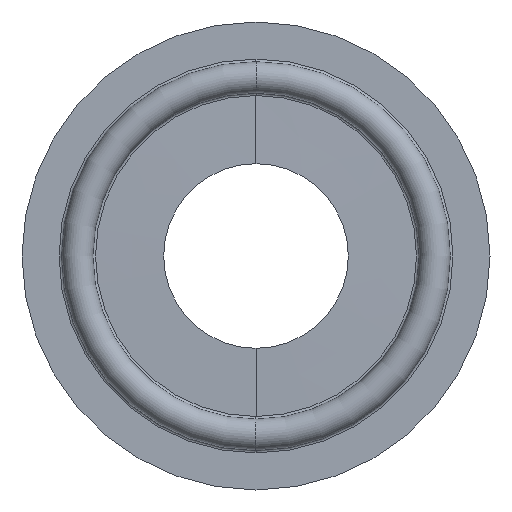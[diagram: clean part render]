
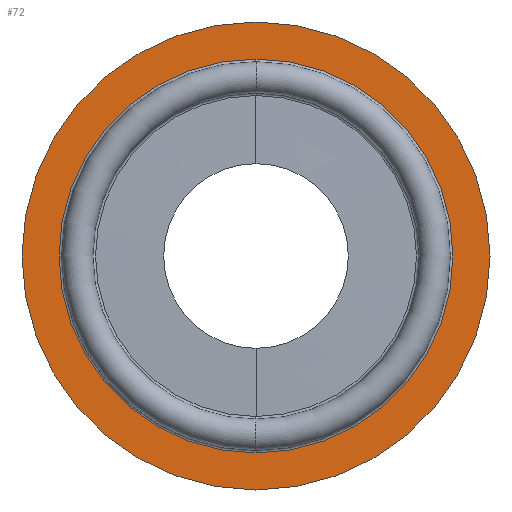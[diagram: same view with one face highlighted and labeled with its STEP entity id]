
A CAD part, left-side view. The second image highlights one B-rep face of the part: STEP entity #72.
In plain terms, the highlighted planar face has unit normal (-1, 0, 0).
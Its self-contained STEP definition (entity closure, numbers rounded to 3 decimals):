
#8 = ORIENTED_EDGE ( 'NONE', *, *, #458, .T. ) ;
#50 = PLANE ( 'NONE',  #485 ) ;
#68 = CARTESIAN_POINT ( 'NONE',  ( -0.9, 0., 18. ) ) ;
#72 = ADVANCED_FACE ( 'NONE', ( #585, #399 ), #50, .F. ) ;
#81 = AXIS2_PLACEMENT_3D ( 'NONE', #692, #411, #351 ) ;
#97 = DIRECTION ( 'NONE',  ( 0., 0., 1. ) ) ;
#117 = AXIS2_PLACEMENT_3D ( 'NONE', #129, #319, #606 ) ;
#129 = CARTESIAN_POINT ( 'NONE',  ( -0.9, 0., 0. ) ) ;
#160 = CIRCLE ( 'NONE', #117, 15.15 ) ;
#186 = EDGE_CURVE ( 'NONE', #526, #788, #222, .T. ) ;
#222 = CIRCLE ( 'NONE', #81, 18. ) ;
#236 = DIRECTION ( 'NONE',  ( -1., 0., 0. ) ) ;
#248 = CARTESIAN_POINT ( 'NONE',  ( -0.9, 0., -15.15 ) ) ;
#303 = EDGE_CURVE ( 'NONE', #454, #362, #160, .T. ) ;
#317 = DIRECTION ( 'NONE',  ( 1., 0., 0. ) ) ;
#319 = DIRECTION ( 'NONE',  ( 1., 0., 0. ) ) ;
#330 = DIRECTION ( 'NONE',  ( 0., 0., -1. ) ) ;
#351 = DIRECTION ( 'NONE',  ( 0., 0., 1. ) ) ;
#354 = DIRECTION ( 'NONE',  ( 0., 0., -1. ) ) ;
#362 = VERTEX_POINT ( 'NONE', #248 ) ;
#369 = EDGE_LOOP ( 'NONE', ( #889, #846 ) ) ;
#399 = FACE_OUTER_BOUND ( 'NONE', #369, .T. ) ;
#411 = DIRECTION ( 'NONE',  ( -1., 0., 0. ) ) ;
#433 = CARTESIAN_POINT ( 'NONE',  ( -0.9, 0., 0. ) ) ;
#454 = VERTEX_POINT ( 'NONE', #782 ) ;
#458 = EDGE_CURVE ( 'NONE', #362, #454, #878, .T. ) ;
#485 = AXIS2_PLACEMENT_3D ( 'NONE', #822, #317, #330 ) ;
#508 = CARTESIAN_POINT ( 'NONE',  ( -0.9, 0., 0. ) ) ;
#526 = VERTEX_POINT ( 'NONE', #867 ) ;
#552 = EDGE_CURVE ( 'NONE', #788, #526, #748, .T. ) ;
#585 = FACE_BOUND ( 'NONE', #638, .T. ) ;
#595 = AXIS2_PLACEMENT_3D ( 'NONE', #508, #236, #97 ) ;
#606 = DIRECTION ( 'NONE',  ( 0., 0., -1. ) ) ;
#638 = EDGE_LOOP ( 'NONE', ( #8, #780 ) ) ;
#692 = CARTESIAN_POINT ( 'NONE',  ( -0.9, 0., 0. ) ) ;
#709 = DIRECTION ( 'NONE',  ( 1., 0., 0. ) ) ;
#748 = CIRCLE ( 'NONE', #595, 18. ) ;
#780 = ORIENTED_EDGE ( 'NONE', *, *, #303, .T. ) ;
#782 = CARTESIAN_POINT ( 'NONE',  ( -0.9, 0., 15.15 ) ) ;
#788 = VERTEX_POINT ( 'NONE', #68 ) ;
#822 = CARTESIAN_POINT ( 'NONE',  ( -0.9, 14.95, 0. ) ) ;
#846 = ORIENTED_EDGE ( 'NONE', *, *, #186, .T. ) ;
#867 = CARTESIAN_POINT ( 'NONE',  ( -0.9, 0., -18. ) ) ;
#878 = CIRCLE ( 'NONE', #893, 15.15 ) ;
#889 = ORIENTED_EDGE ( 'NONE', *, *, #552, .T. ) ;
#893 = AXIS2_PLACEMENT_3D ( 'NONE', #433, #709, #354 ) ;
